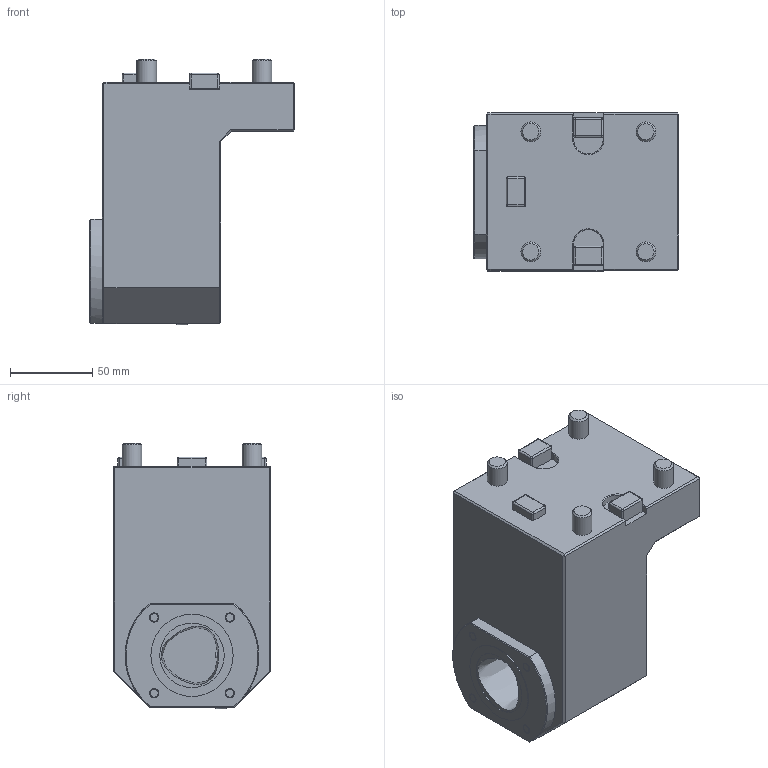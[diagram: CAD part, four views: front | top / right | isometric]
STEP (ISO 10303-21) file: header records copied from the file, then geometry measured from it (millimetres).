
FILE_DESCRIPTION(/* description */ (''),/* implementation_level */ '2;1');
FILE_NAME(/* name */ '1616505618906.stp',/* time_stamp */ '2021-03-23T14:20:24+01:00',/* author */ (''),/* organization */ ('SMS'),/* preprocessor_version */ 'ST-DEVELOPER v16.7',/* originating_system */ 'SIEMENS PLM Software NX 12.0',/* authorisation */ '');
FILE_SCHEMA (('AUTOMOTIVE_DESIGN { 1 0 10303 214 3 1 1 1 }'));
Length unit declared in the file: millimetre
Products named in the file (1): 203444680mod000_00
Bounding box: 125 x 96 x 161.55 mm (x, y, z)
Volume: 1128041.2 mm3; surface area: 79378.2 mm2
Topology: 1 solids, 1 shells, 153 faces, 367 edges, 215 vertices
Faces by surface type: plane 92, cylinder 35, sphere 17, cone 8, bspline 1
Full cylindrical faces by diameter (mm): 3 x1, 12 x4, 39.2 x1, 50 x1
Entity records: 4495 total; most frequent: CARTESIAN_POINT 1041, DIRECTION 726, ORIENTED_EDGE 658, EDGE_CURVE 329, AXIS2_PLACEMENT_3D 253, LINE 220, VECTOR 220, VERTEX_POINT 203
